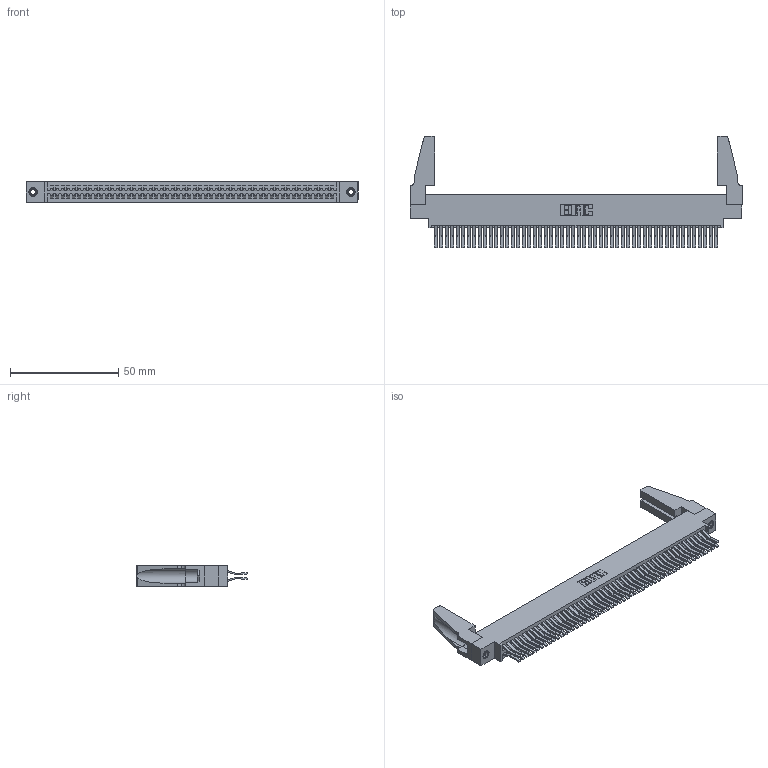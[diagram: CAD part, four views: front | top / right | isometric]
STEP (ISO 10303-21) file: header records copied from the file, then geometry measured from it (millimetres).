
FILE_DESCRIPTION (( 'STEP AP203' ), '1' );
FILE_NAME ('345-104-560-888.STEP', '2019-11-03T13:56:39', ( '' ), ( '' ), 'SwSTEP 2.0', 'SolidWorks 2016', '' );
FILE_SCHEMA (( 'CONFIG_CONTROL_DESIGN' ));
Length unit declared in the file: inch
Products named in the file (5): 345-104-560-888; 345-250-001_345-250-001-102; 345-292-001_560 Tail; 345 Part_0.170 Offset - 0.156 Dia-TH; 345-220-078_345-220-088
Assembly tree (109 placements, depth 2):
  345-104-560-888
    345 Part_0.170 Offset - 0.156 Dia-TH
    345-292-001_560 Tail  x104
    345-250-001_345-250-001-102  x2
    345-220-078_345-220-088  x2
Bounding box: 153.31 x 51.62 x 9.4 mm (x, y, z)
Volume: 18806.7 mm3; surface area: 28204.3 mm2
Topology: 109 solids, 109 shells, 5662 faces, 16787 edges, 11042 vertices
Faces by surface type: plane 3588, cylinder 2058, cone 12, torus 4
Entity records: 41822 total; most frequent: CARTESIAN_POINT 6998, ORIENTED_EDGE 6892, DIRECTION 6166, EDGE_CURVE 3446, LINE 3060, VECTOR 3060, VERTEX_POINT 2290, AXIS2_PLACEMENT_3D 1553
